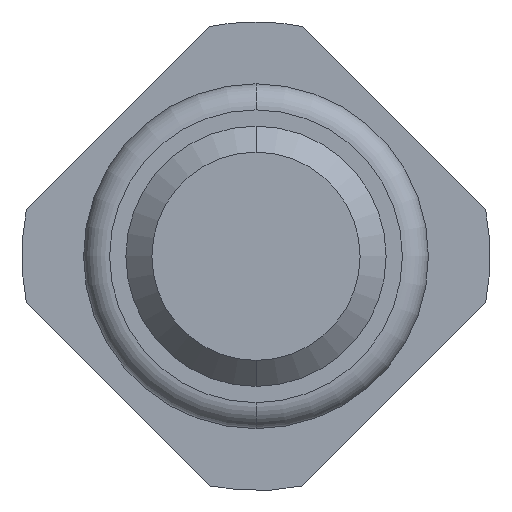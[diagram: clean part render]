
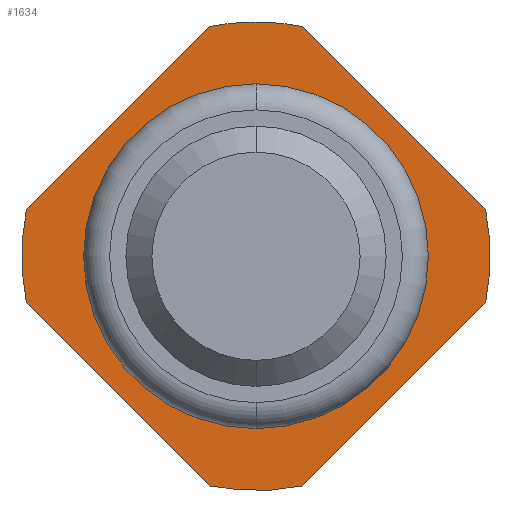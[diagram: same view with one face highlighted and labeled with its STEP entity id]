
A CAD part, front view. The second image highlights one B-rep face of the part: STEP entity #1634.
In plain terms, the highlighted planar face has unit normal (0, -1, 0).
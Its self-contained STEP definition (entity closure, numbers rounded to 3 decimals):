
#5 = CARTESIAN_POINT ( 'NONE',  ( 0., -2., 0. ) ) ;
#18 = VERTEX_POINT ( 'NONE', #1971 ) ;
#24 = ORIENTED_EDGE ( 'NONE', *, *, #2963, .F. ) ;
#83 = ORIENTED_EDGE ( 'NONE', *, *, #3523, .F. ) ;
#107 = DIRECTION ( 'NONE',  ( 0., 0., 1. ) ) ;
#130 = VERTEX_POINT ( 'NONE', #3227 ) ;
#170 = CARTESIAN_POINT ( 'NONE',  ( 1.961, -2., -0.161 ) ) ;
#188 = AXIS2_PLACEMENT_3D ( 'NONE', #944, #1878, #193 ) ;
#193 = DIRECTION ( 'NONE',  ( 0., 0., 1. ) ) ;
#274 = CARTESIAN_POINT ( 'NONE',  ( 0., -2., 0. ) ) ;
#322 = CARTESIAN_POINT ( 'NONE',  ( 0.357, -2., -1.764 ) ) ;
#405 = AXIS2_PLACEMENT_3D ( 'NONE', #1990, #2660, #4389 ) ;
#433 = CARTESIAN_POINT ( 'NONE',  ( -0.357, -2., 1.764 ) ) ;
#443 = EDGE_CURVE ( 'Defeature ausgef�hrt2_0+Defeature ausgef�hrt2_12+Defeature ausgef�hrt2_12+Defeature ausgef�hrt2_12', #130, #3490, #2633, .T. ) ;
#454 = DIRECTION ( 'NONE',  ( -0.707, 0., -0.707 ) ) ;
#465 = CARTESIAN_POINT ( 'NONE',  ( 0., -2., 0. ) ) ;
#508 = FACE_OUTER_BOUND ( 'NONE', #3946, .T. ) ;
#531 = DIRECTION ( 'NONE',  ( 0., 1., 0. ) ) ;
#593 = AXIS2_PLACEMENT_3D ( 'NONE', #465, #1504, #1807 ) ;
#606 = ORIENTED_EDGE ( 'NONE', *, *, #2020, .F. ) ;
#613 = DIRECTION ( 'NONE',  ( -0.707, 0., 0.707 ) ) ;
#666 = DIRECTION ( 'NONE',  ( 0., 1., 0. ) ) ;
#710 = AXIS2_PLACEMENT_3D ( 'NONE', #274, #4434, #2669 ) ;
#713 = VERTEX_POINT ( 'NONE', #1311 ) ;
#806 = CIRCLE ( 'NONE', #1566, 1.8 ) ;
#833 = EDGE_CURVE ( 'Defeature ausgef�hrt2_17+Defeature ausgef�hrt2_0+Defeature ausgef�hrt2_3+Defeature ausgef�hrt2_2', #1609, #1140, #3882, .T. ) ;
#886 = ORIENTED_EDGE ( 'NONE', *, *, #3467, .T. ) ;
#944 = CARTESIAN_POINT ( 'NONE',  ( 0., -2., 0. ) ) ;
#1140 = VERTEX_POINT ( 'NONE', #433 ) ;
#1311 = CARTESIAN_POINT ( 'NONE',  ( 0., -2., 1.8 ) ) ;
#1343 = DIRECTION ( 'NONE',  ( 0.707, 0., -0.707 ) ) ;
#1380 = DIRECTION ( 'NONE',  ( 0.707, 0., 0.707 ) ) ;
#1504 = DIRECTION ( 'NONE',  ( 0., 1., 0. ) ) ;
#1566 = AXIS2_PLACEMENT_3D ( 'NONE', #3660, #2270, #3644 ) ;
#1589 = LINE ( 'NONE', #1914, #2948 ) ;
#1609 = VERTEX_POINT ( 'NONE', #3909 ) ;
#1619 = EDGE_CURVE ( 'Defeature ausgef�hrt2_16+Defeature ausgef�hrt2_0+Defeature ausgef�hrt2_4+Defeature ausgef�hrt2_3', #1912, #3205, #1742, .T. ) ;
#1634 = ADVANCED_FACE ( 'Defeature ausgef�hrt2_0', ( #3358, #508 ), #2195, .F. ) ;
#1644 = DIRECTION ( 'NONE',  ( 0., 0., 1. ) ) ;
#1711 = CARTESIAN_POINT ( 'NONE',  ( 1.764, -2., -0.357 ) ) ;
#1712 = CIRCLE ( 'NONE', #1862, 1.8 ) ;
#1742 = LINE ( 'NONE', #3019, #3213 ) ;
#1783 = EDGE_CURVE ( 'Defeature ausgef�hrt2_4+Defeature ausgef�hrt2_0+Defeature ausgef�hrt2_15+Defeature ausgef�hrt2_16', #2386, #1912, #3847, .T. ) ;
#1807 = DIRECTION ( 'NONE',  ( 0., 0., 1. ) ) ;
#1815 = CARTESIAN_POINT ( 'NONE',  ( 0., -2., 0. ) ) ;
#1862 = AXIS2_PLACEMENT_3D ( 'NONE', #1815, #2522, #3567 ) ;
#1878 = DIRECTION ( 'NONE',  ( 0., 1., 0. ) ) ;
#1912 = VERTEX_POINT ( 'NONE', #3462 ) ;
#1914 = CARTESIAN_POINT ( 'NONE',  ( 1.961, -2., 0.161 ) ) ;
#1921 = VECTOR ( 'NONE', #454, 1000. ) ;
#1962 = VERTEX_POINT ( 'NONE', #2861 ) ;
#1971 = CARTESIAN_POINT ( 'NONE',  ( 1.764, -2., 0.357 ) ) ;
#1990 = CARTESIAN_POINT ( 'NONE',  ( 1.8, -2., 0. ) ) ;
#2020 = EDGE_CURVE ( 'Defeature ausgef�hrt2_2+Defeature ausgef�hrt2_0+Defeature ausgef�hrt2_17+Defeature ausgef�hrt2_18', #1140, #713, #1712, .T. ) ;
#2195 = PLANE ( 'NONE',  #405 ) ;
#2230 = CARTESIAN_POINT ( 'NONE',  ( 0., -2., -1.325 ) ) ;
#2264 = ORIENTED_EDGE ( 'NONE', *, *, #3418, .F. ) ;
#2270 = DIRECTION ( 'NONE',  ( 0., 1., 0. ) ) ;
#2386 = VERTEX_POINT ( 'NONE', #322 ) ;
#2396 = CIRCLE ( 'NONE', #3365, 1.8 ) ;
#2414 = VECTOR ( 'NONE', #1380, 1000. ) ;
#2522 = DIRECTION ( 'NONE',  ( 0., 1., 0. ) ) ;
#2633 = CIRCLE ( 'NONE', #188, 1.325 ) ;
#2634 = VERTEX_POINT ( 'NONE', #1711 ) ;
#2660 = DIRECTION ( 'NONE',  ( 0., 1., 0. ) ) ;
#2669 = DIRECTION ( 'NONE',  ( 0., 0., 1. ) ) ;
#2812 = ORIENTED_EDGE ( 'NONE', *, *, #443, .T. ) ;
#2846 = ORIENTED_EDGE ( 'NONE', *, *, #1783, .F. ) ;
#2861 = CARTESIAN_POINT ( 'NONE',  ( 0.357, -2., 1.764 ) ) ;
#2897 = LINE ( 'NONE', #170, #1921 ) ;
#2948 = VECTOR ( 'NONE', #1343, 1000. ) ;
#2963 = EDGE_CURVE ( 'Defeature ausgef�hrt2_18+Defeature ausgef�hrt2_0+Defeature ausgef�hrt2_2+Defeature ausgef�hrt2_1', #1962, #18, #1589, .T. ) ;
#3019 = CARTESIAN_POINT ( 'NONE',  ( -0.161, -2., -1.961 ) ) ;
#3168 = EDGE_LOOP ( 'NONE', ( #2812, #886 ) ) ;
#3173 = CIRCLE ( 'NONE', #593, 1.8 ) ;
#3205 = VERTEX_POINT ( 'NONE', #4448 ) ;
#3213 = VECTOR ( 'NONE', #613, 1000. ) ;
#3227 = CARTESIAN_POINT ( 'NONE',  ( 0., -2., 1.325 ) ) ;
#3358 = FACE_BOUND ( 'NONE', #3168, .T. ) ;
#3365 = AXIS2_PLACEMENT_3D ( 'NONE', #5, #666, #1644 ) ;
#3367 = ORIENTED_EDGE ( 'NONE', *, *, #3744, .F. ) ;
#3418 = EDGE_CURVE ( 'Defeature ausgef�hrt2_15+Defeature ausgef�hrt2_0+Defeature ausgef�hrt2_1+Defeature ausgef�hrt2_4', #2634, #2386, #2897, .T. ) ;
#3462 = CARTESIAN_POINT ( 'NONE',  ( -0.357, -2., -1.764 ) ) ;
#3467 = EDGE_CURVE ( 'Defeature ausgef�hrt2_0+Defeature ausgef�hrt2_12+Defeature ausgef�hrt2_12+Defeature ausgef�hrt2_12', #3490, #130, #3565, .T. ) ;
#3490 = VERTEX_POINT ( 'NONE', #2230 ) ;
#3523 = EDGE_CURVE ( 'Defeature ausgef�hrt2_3+Defeature ausgef�hrt2_0+Defeature ausgef�hrt2_16+Defeature ausgef�hrt2_17', #3205, #1609, #806, .T. ) ;
#3538 = ORIENTED_EDGE ( 'NONE', *, *, #1619, .F. ) ;
#3565 = CIRCLE ( 'NONE', #4043, 1.325 ) ;
#3567 = DIRECTION ( 'NONE',  ( 0., 0., 1. ) ) ;
#3579 = EDGE_CURVE ( 'Defeature ausgef�hrt2_1+Defeature ausgef�hrt2_0+Defeature ausgef�hrt2_18+Defeature ausgef�hrt2_15', #18, #2634, #2396, .T. ) ;
#3644 = DIRECTION ( 'NONE',  ( 0., 0., 1. ) ) ;
#3660 = CARTESIAN_POINT ( 'NONE',  ( 0., -2., 0. ) ) ;
#3744 = EDGE_CURVE ( 'Defeature ausgef�hrt2_2+Defeature ausgef�hrt2_0+Defeature ausgef�hrt2_17+Defeature ausgef�hrt2_18', #713, #1962, #3173, .T. ) ;
#3847 = CIRCLE ( 'NONE', #710, 1.8 ) ;
#3882 = LINE ( 'NONE', #4421, #2414 ) ;
#3909 = CARTESIAN_POINT ( 'NONE',  ( -1.764, -2., 0.357 ) ) ;
#3928 = ORIENTED_EDGE ( 'NONE', *, *, #3579, .F. ) ;
#3946 = EDGE_LOOP ( 'NONE', ( #24, #3367, #606, #4056, #83, #3538, #2846, #2264, #3928 ) ) ;
#4043 = AXIS2_PLACEMENT_3D ( 'NONE', #4202, #531, #107 ) ;
#4056 = ORIENTED_EDGE ( 'NONE', *, *, #833, .F. ) ;
#4202 = CARTESIAN_POINT ( 'NONE',  ( 0., -2., 0. ) ) ;
#4389 = DIRECTION ( 'NONE',  ( 0., 0., 1. ) ) ;
#4421 = CARTESIAN_POINT ( 'NONE',  ( -0.161, -2., 1.961 ) ) ;
#4434 = DIRECTION ( 'NONE',  ( 0., 1., 0. ) ) ;
#4448 = CARTESIAN_POINT ( 'NONE',  ( -1.764, -2., -0.357 ) ) ;
